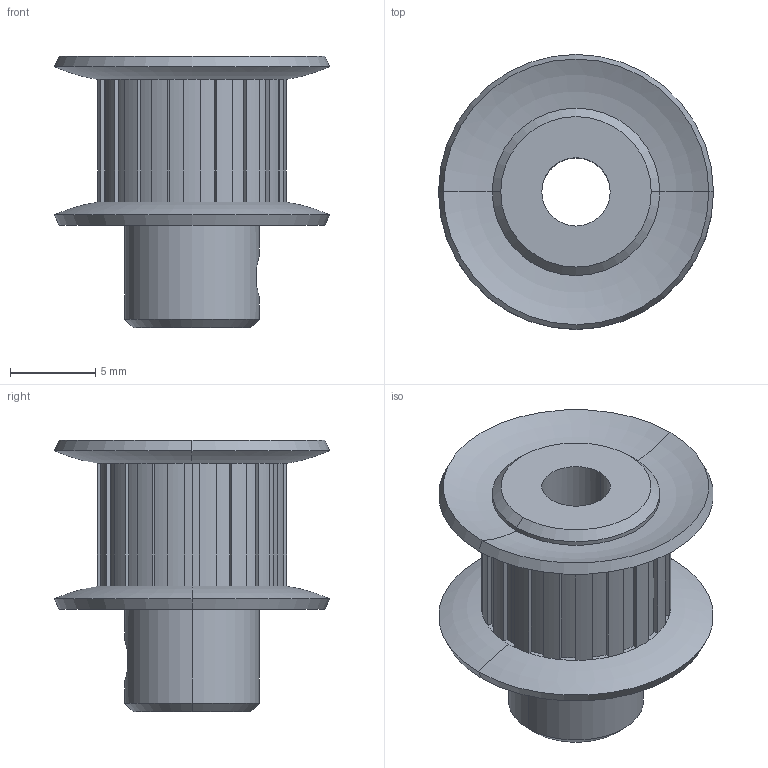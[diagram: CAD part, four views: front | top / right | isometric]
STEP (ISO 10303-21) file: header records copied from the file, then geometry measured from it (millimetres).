
FILE_DESCRIPTION (( 'STEP AP214' ), '1' );
FILE_NAME ('F8BF257C-C391-421C-ACE0-1CBCDB701287.STEP', '2008-01-22T23:45:32', ( 'SysAdmin' ), ( 'SolidWorks' ), 'SwSTEP 2.0', 'SolidWorks 2008', '' );
FILE_SCHEMA (( 'AUTOMOTIVE_DESIGN' ));
Length unit declared in the file: millimetre
Products named in the file (1): F8BF257C-C391-421C-ACE0-1CBCDB701287
Bounding box: 16.1 x 16.1 x 15.9 mm (x, y, z)
Volume: 1111 mm3; surface area: 1356.1 mm2
Topology: 1 solids, 1 shells, 140 faces, 325 edges, 186 vertices
Faces by surface type: plane 75, cylinder 49, cone 8, torus 8
Entity records: 4110 total; most frequent: CARTESIAN_POINT 820, DIRECTION 749, ORIENTED_EDGE 650, EDGE_CURVE 325, AXIS2_PLACEMENT_3D 291, VERTEX_POINT 186, LINE 167, VECTOR 167
